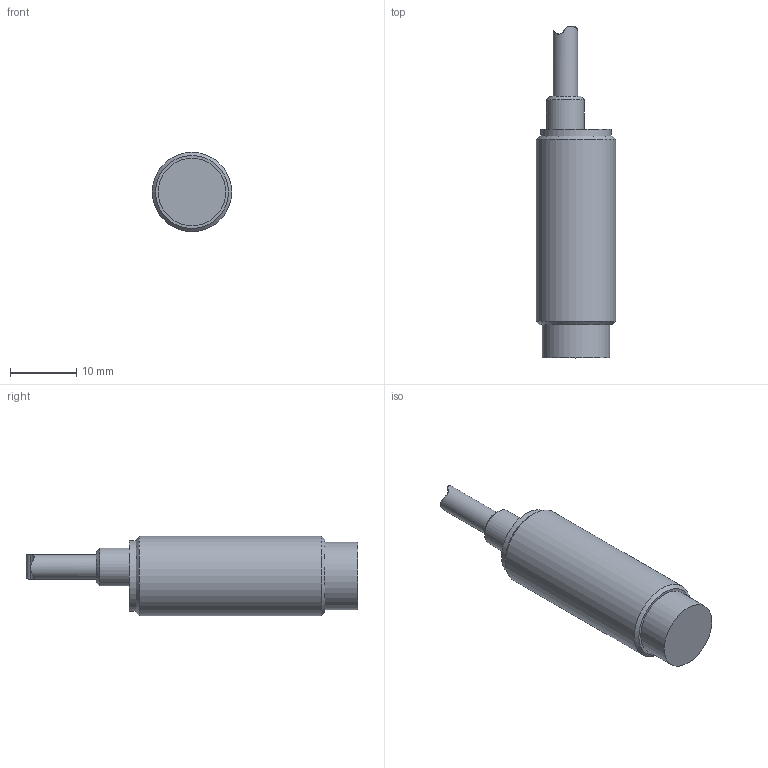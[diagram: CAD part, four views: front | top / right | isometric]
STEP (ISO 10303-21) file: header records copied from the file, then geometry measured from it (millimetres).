
FILE_DESCRIPTION(/* description */ (''),/* implementation_level */ '2;1');
FILE_NAME(/* name */ 'IA0090_Shrinkwrap_1.stp',/* time_stamp */ '2022-06-02T14:51:24+02:00',/* author */ ('Krieger Anja'),/* organization */ (''),/* preprocessor_version */ 'ST-DEVELOPER v18.1',/* originating_system */ 'Autodesk Inventor 2021',/* authorisation */ '');
FILE_SCHEMA (('AUTOMOTIVE_DESIGN { 1 0 10303 214 3 1 1 }'));
Length unit declared in the file: millimetre
Products named in the file (1): IA0090_Shrinkwrap_1
Bounding box: 12 x 50.12 x 12 mm (x, y, z)
Volume: 1839.3 mm3; surface area: 3330.2 mm2
Topology: 2 solids, 2 shells, 31 faces, 55 edges, 36 vertices
Faces by surface type: cylinder 14, plane 11, cone 6
Full cylindrical faces by diameter (mm): 3 x1, 3.1 x1, 3.7 x1, 4 x1, 5.7 x1, 9 x1, 9.6 x1, 9.8 x1, 10 x1, 10.2 x1, 10.7 x1, 12 x1
Entity records: 929 total; most frequent: CARTESIAN_POINT 189, DIRECTION 143, ORIENTED_EDGE 106, AXIS2_PLACEMENT_3D 62, EDGE_CURVE 53, EDGE_LOOP 41, VERTEX_POINT 36, STYLED_ITEM 33
